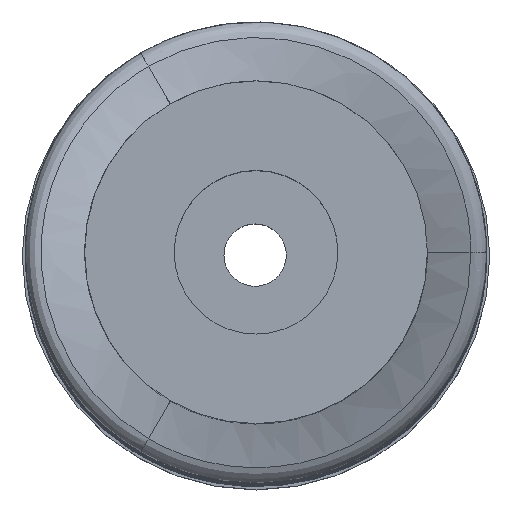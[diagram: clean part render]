
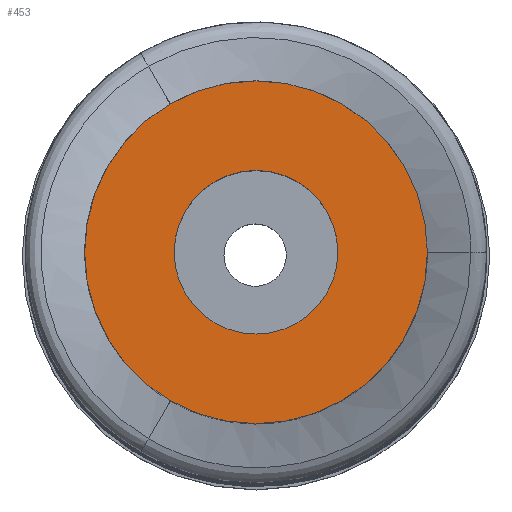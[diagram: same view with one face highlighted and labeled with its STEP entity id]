
A CAD part, top view. The second image highlights one B-rep face of the part: STEP entity #453.
In plain terms, the highlighted planar face has unit normal (0, 0, 1).
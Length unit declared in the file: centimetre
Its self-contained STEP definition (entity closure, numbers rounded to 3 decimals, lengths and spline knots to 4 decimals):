
#46=FACE_OUTER_BOUND($,#167,.T.);
#130=FACE_BOUND($,#168,.T.);
#167=EDGE_LOOP($,(#416));
#168=EDGE_LOOP($,(#417));
#180=CIRCLE($,#478,0.2625);
#183=CIRCLE($,#486,0.55);
#225=VERTEX_POINT($,#7329);
#228=VERTEX_POINT($,#7340);
#288=EDGE_CURVE($,#225,#225,#180,.T.);
#291=EDGE_CURVE($,#228,#228,#183,.F.);
#416=ORIENTED_EDGE($,*,*,#291,.T.);
#417=ORIENTED_EDGE($,*,*,#288,.T.);
#425=PLANE($,#487);
#453=ADVANCED_FACE($,(#46,#130),#425,.T.);
#478=AXIS2_PLACEMENT_3D($,#7330,#544,#545);
#486=AXIS2_PLACEMENT_3D($,#7341,#560,#561);
#487=AXIS2_PLACEMENT_3D($,#7342,#562,#563);
#544=DIRECTION('center_axis',(0.,0.,-1.));
#545=DIRECTION('ref_axis',(0.,1.,0.));
#560=DIRECTION('center_axis',(0.,0.,-1.));
#561=DIRECTION('ref_axis',(1.,0.,0.));
#562=DIRECTION('center_axis',(0.,0.,1.));
#563=DIRECTION('ref_axis',(1.,0.,0.));
#7329=CARTESIAN_POINT('',(0.,-0.2625,7.5));
#7330=CARTESIAN_POINT('Origin',(0.,0.,7.5));
#7340=CARTESIAN_POINT('',(-0.55,0.,7.5));
#7341=CARTESIAN_POINT('Origin',(0.,0.,7.5));
#7342=CARTESIAN_POINT('Origin',(0.,0.,7.5));
